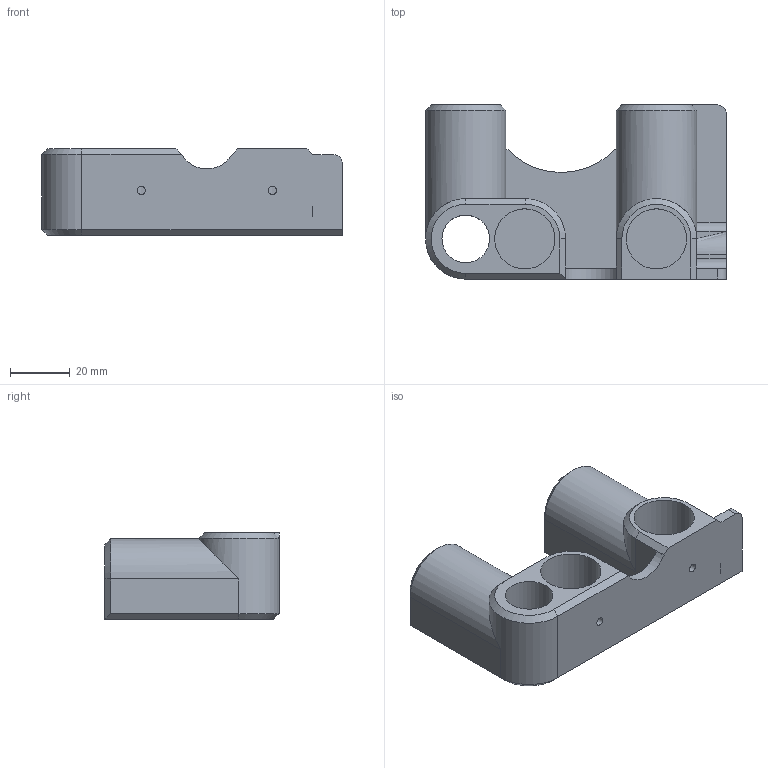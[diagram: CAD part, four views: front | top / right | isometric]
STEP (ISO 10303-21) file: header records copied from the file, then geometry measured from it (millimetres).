
FILE_DESCRIPTION(('FreeCAD Model'),'2;1');
FILE_NAME('Open CASCADE Shape Model','2022-02-07T20:21:41',('Author'),( ''),'Open CASCADE STEP processor 7.5','FreeCAD','Unknown');
FILE_SCHEMA(('AUTOMOTIVE_DESIGN { 1 0 10303 214 1 1 1 1 }'));
Length unit declared in the file: millimetre
Products named in the file (1): NEW.foot.Left
Bounding box: 101 x 58.5 x 29 mm (x, y, z)
Volume: 63117 mm3; surface area: 28662.7 mm2
Topology: 1 solids, 1 shells, 62 faces, 155 edges, 99 vertices
Faces by surface type: plane 35, cylinder 21, cone 6
Full cylindrical faces by diameter (mm): 2.8 x4, 16 x1, 20.2 x2, 20.4 x2
Entity records: 4437 total; most frequent: CARTESIAN_POINT 1299, DIRECTION 578, LINE 329, VECTOR 329, ORIENTED_EDGE 310, PCURVE 310, DEFINITIONAL_REPRESENTATION 310, EDGE_CURVE 155
